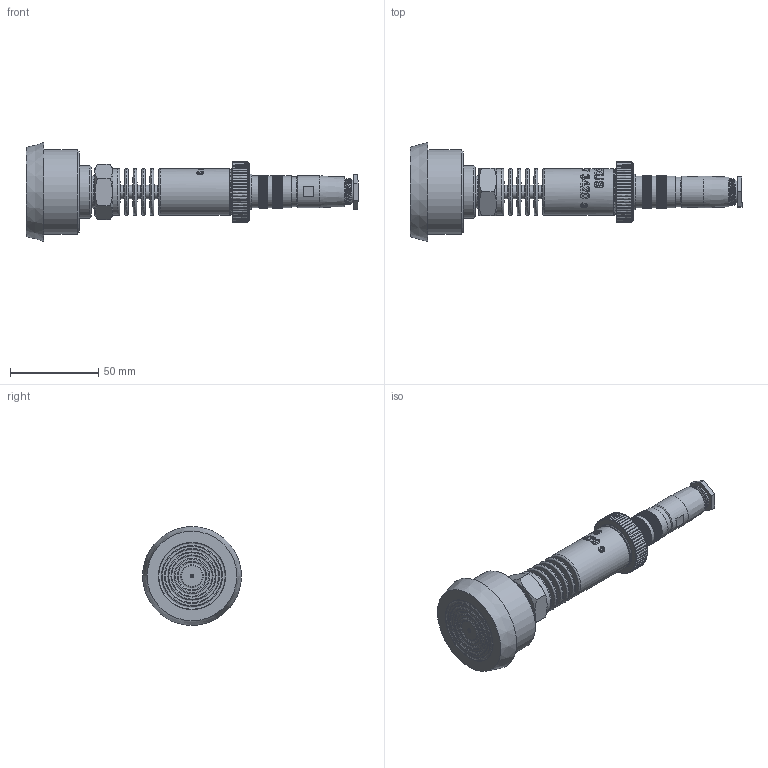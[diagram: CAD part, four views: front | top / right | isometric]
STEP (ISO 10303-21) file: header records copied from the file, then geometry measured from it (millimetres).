
FILE_DESCRIPTION(/* description */ (''),/* implementation_level */ '2;1');
FILE_NAME(/* name */ 'APZ3420s_TapperDN40_radiator_7.step',/* time_stamp */ '2021-07-08T13:56:02+03:00',/* author */ (''),/* organization */ (''),/* preprocessor_version */ 'ST-DEVELOPER v18.1',/* originating_system */ 'Autodesk Translation Framework v10.9.0.1377',/* authorisation */ '');
FILE_SCHEMA (('AUTOMOTIVE_DESIGN { 1 0 10303 214 3 1 1 }'));
Products named in the file (8): АПЗ 3420S заполненная; OMAL nut M27x1.5; Binder 723 assembly; Binder 723 female; Binder 723 male; Ш100.000.005; G1\2EN radiator; Tapper socket DN40 diaphragm 38 v5 (1)
Assembly tree (7 placements, depth 3):
  АПЗ 3420S заполненная
    OMAL nut M27x1.5
    Binder 723 assembly
      Binder 723 female
      Binder 723 male
    Ш100.000.005
    G1\2EN radiator
    Tapper socket DN40 diaphragm 38 v5 (1)
Bounding box: 187.75 x 56 x 56 mm (x, y, z)
Volume: 119782.5 mm3; surface area: 41214.1 mm2
Topology: 9 solids, 9 shells, 3634 faces, 9198 edges, 6019 vertices
Faces by surface type: plane 2176, cylinder 646, bspline 471, cone 306, torus 35
Full cylindrical faces by diameter (mm): 1 x15, 1.5 x5, 2 x1, 3 x1, 3.3 x1, 5 x1, 6 x3, 7 x1, 7.5 x5, 10 x1, 11.8 x1, 12 x1, 13 x1, 13.5 x1, 13.741 x3, 14.884 x2, 15.044 x5, 15.2 x1, 15.908 x4, 16.7 x1, 16.8 x1, 17.044 x7, 17.283 x6, 17.5 x1, 17.6 x1, 17.908 x7, 18 x5, 18.124 x7, 18.161 x2, 18.631 x6
Entity records: 142475 total; most frequent: CARTESIAN_POINT 55786, ORIENTED_EDGE 18390, DIRECTION 18378, EDGE_CURVE 9195, AXIS2_PLACEMENT_3D 7927, VERTEX_POINT 6018, EDGE_LOOP 4081, ELLIPSE 3870
